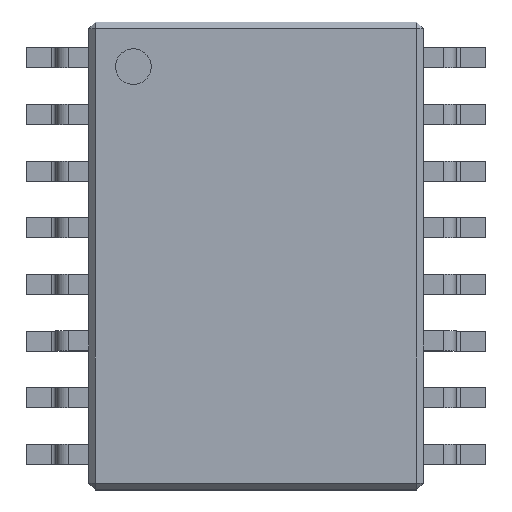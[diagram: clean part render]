
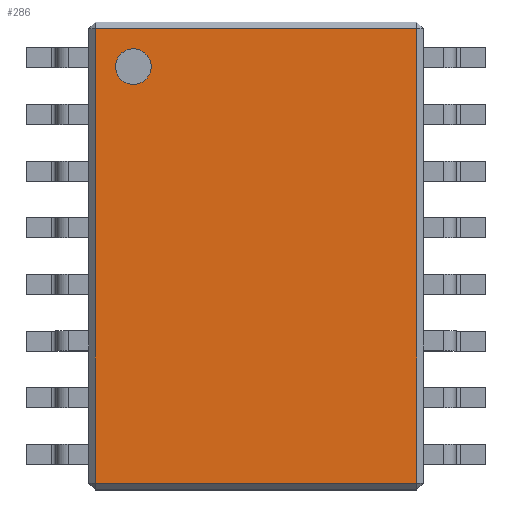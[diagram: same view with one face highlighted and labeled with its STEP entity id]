
A CAD part, top view. The second image highlights one B-rep face of the part: STEP entity #286.
In plain terms, the highlighted planar face has unit normal (0, 0, 1).
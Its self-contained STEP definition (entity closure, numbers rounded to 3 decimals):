
#13=DIRECTION('',(0.,0.,1.));
#14=DIRECTION('',(1.,0.,0.));
#79=VECTOR('',#80,1.);
#80=DIRECTION('',(0.,1.,0.));
#155=VERTEX_POINT('',#156);
#156=CARTESIAN_POINT('',(-3.6,-5.095,2.65));
#164=VERTEX_POINT('',#165);
#165=CARTESIAN_POINT('',(-3.6,5.095,2.65));
#170=ORIENTED_EDGE('',*,*,#171,.F.);
#171=EDGE_CURVE('',#155,#164,#172,.T.);
#172=LINE('',#173,#79);
#173=CARTESIAN_POINT('',(-3.6,-5.245,2.65));
#243=VECTOR('',#14,1.);
#286=ADVANCED_FACE('',(#287,#305),#314,.T.);
#287=FACE_BOUND('',#288,.T.);
#288=EDGE_LOOP('',(#170,#289,#295,#301));
#289=ORIENTED_EDGE('',*,*,#290,.T.);
#290=EDGE_CURVE('',#155,#291,#293,.T.);
#291=VERTEX_POINT('',#292);
#292=CARTESIAN_POINT('',(3.6,-5.095,2.65));
#293=LINE('',#294,#243);
#294=CARTESIAN_POINT('',(-3.75,-5.095,2.65));
#295=ORIENTED_EDGE('',*,*,#296,.T.);
#296=EDGE_CURVE('',#291,#297,#299,.T.);
#297=VERTEX_POINT('',#298);
#298=CARTESIAN_POINT('',(3.6,5.095,2.65));
#299=LINE('',#300,#79);
#300=CARTESIAN_POINT('',(3.6,-5.245,2.65));
#301=ORIENTED_EDGE('',*,*,#302,.F.);
#302=EDGE_CURVE('',#164,#297,#303,.T.);
#303=LINE('',#304,#243);
#304=CARTESIAN_POINT('',(-3.75,5.095,2.65));
#305=FACE_BOUND('',#306,.T.);
#306=EDGE_LOOP('',(#307));
#307=ORIENTED_EDGE('',*,*,#308,.F.);
#308=EDGE_CURVE('',#309,#309,#311,.T.);
#309=VERTEX_POINT('',#310);
#310=CARTESIAN_POINT('',(-2.35,4.245,2.65));
#311=CIRCLE('',#312,0.4);
#312=AXIS2_PLACEMENT_3D('',#313,#13,#14);
#313=CARTESIAN_POINT('',(-2.75,4.245,2.65));
#314=PLANE('',#315);
#315=AXIS2_PLACEMENT_3D('',#316,#13,#14);
#316=CARTESIAN_POINT('',(-3.75,-5.245,2.65));
